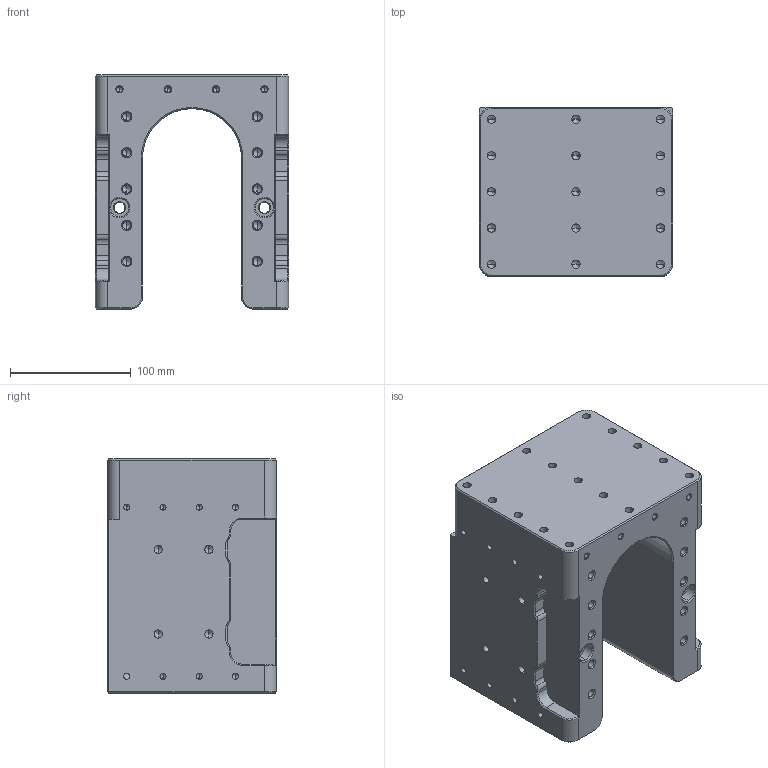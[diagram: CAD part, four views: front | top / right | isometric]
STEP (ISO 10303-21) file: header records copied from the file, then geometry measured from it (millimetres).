
FILE_DESCRIPTION (( 'STEP AP214' ), '1' );
FILE_NAME ('ST8ERBOI-MCH-P-0001A Megablock.STEP', '2025-05-16T00:03:05', ( '' ), ( '' ), 'SwSTEP 2.0', 'SolidWorks 2024', '' );
FILE_SCHEMA (( 'AUTOMOTIVE_DESIGN' ));
Length unit declared in the file: millimetre
Products named in the file (1): ST8ERBOI-MCH-P-0001A Megablock
Bounding box: 160 x 140 x 194 mm (x, y, z)
Volume: 2307886.4 mm3; surface area: 212686.9 mm2
Topology: 1 solids, 1 shells, 453 faces, 1095 edges, 589 vertices
Faces by surface type: cone 205, cylinder 169, plane 79
Entity records: 12360 total; most frequent: DIRECTION 2303, CARTESIAN_POINT 2154, ORIENTED_EDGE 1954, EDGE_CURVE 977, AXIS2_PLACEMENT_3D 878, VERTEX_POINT 589, LINE 547, VECTOR 547
